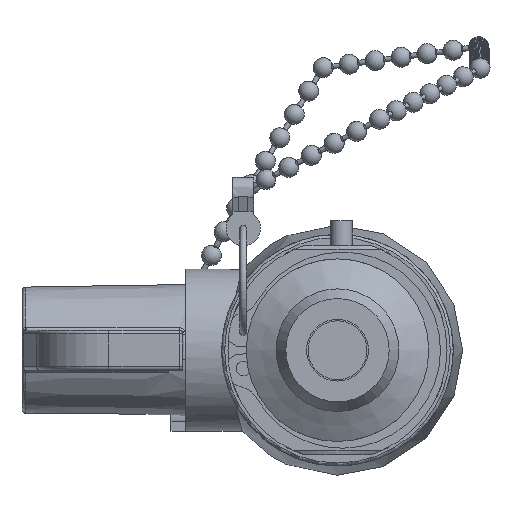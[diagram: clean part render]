
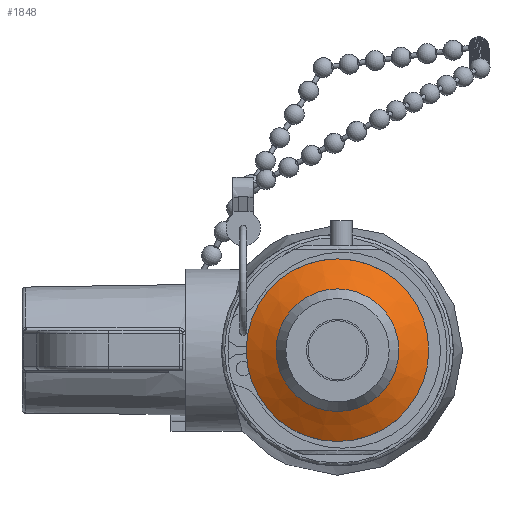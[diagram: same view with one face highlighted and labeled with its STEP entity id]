
A CAD part, left-side view. The second image highlights one B-rep face of the part: STEP entity #1848.
In plain terms, the highlighted conical face has half-angle 60.709 degrees and reference radius 13.271 mm.
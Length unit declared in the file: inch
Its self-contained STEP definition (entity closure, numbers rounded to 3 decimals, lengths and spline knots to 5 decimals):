
#1757=CARTESIAN_POINT('',(-4.371,0.625,0.));
#1758=VERTEX_POINT('',#1757);
#1759=CARTESIAN_POINT('',(-4.371,0.,0.));
#1760=DIRECTION('',(1.0,0.0,0.0));
#1761=DIRECTION('',(0.0,1.0,0.0));
#1762=AXIS2_PLACEMENT_3D('',#1759,#1760,#1761);
#1763=CIRCLE('',#1762,0.625);
#1764=EDGE_CURVE('',#1758,#1758,#1763,.T.);
#1822=CARTESIAN_POINT('',(-4.486,0.42,0.));
#1823=VERTEX_POINT('',#1822);
#1824=CARTESIAN_POINT('',(-4.486,0.,0.));
#1825=DIRECTION('',(1.0,0.0,0.0));
#1826=DIRECTION('',(0.0,1.0,0.0));
#1827=AXIS2_PLACEMENT_3D('',#1824,#1825,#1826);
#1828=CIRCLE('',#1827,0.42);
#1829=EDGE_CURVE('',#1823,#1823,#1828,.T.);
#1837=CARTESIAN_POINT('',(-4.4285,0.,0.));
#1838=DIRECTION('',(1.0,0.,0.));
#1839=DIRECTION('',(0.0,1.0,0.0));
#1840=AXIS2_PLACEMENT_3D('',#1837,#1838,#1839);
#1841=CONICAL_SURFACE('',#1840,0.5225,60.709);
#1842=ORIENTED_EDGE('',*,*,#1764,.F.);
#1843=EDGE_LOOP('',(#1842));
#1844=FACE_OUTER_BOUND('',#1843,.T.);
#1845=ORIENTED_EDGE('',*,*,#1829,.T.);
#1846=EDGE_LOOP('',(#1845));
#1847=FACE_BOUND('',#1846,.T.);
#1848=ADVANCED_FACE('',(#1844,#1847),#1841,.T.);
